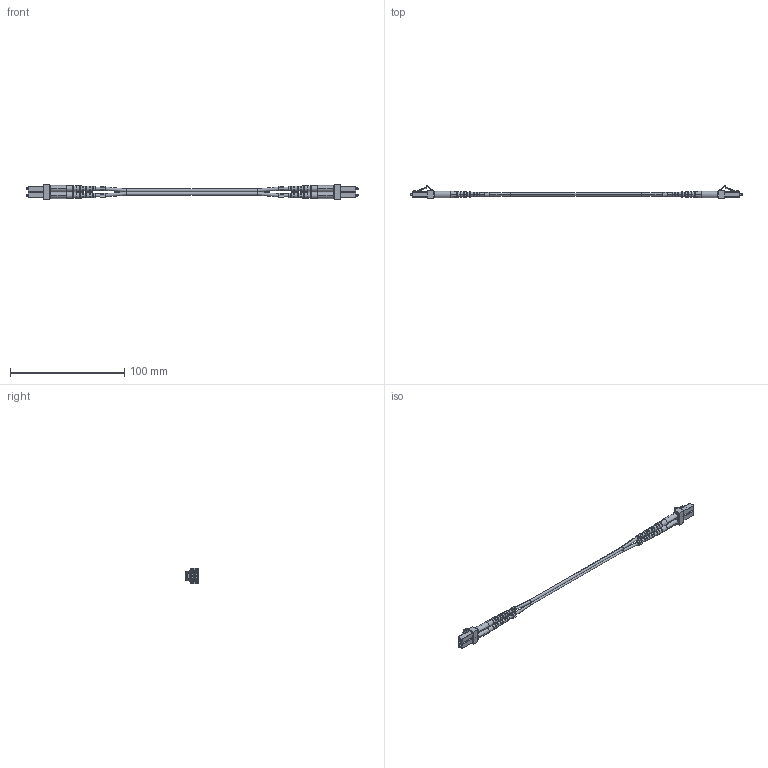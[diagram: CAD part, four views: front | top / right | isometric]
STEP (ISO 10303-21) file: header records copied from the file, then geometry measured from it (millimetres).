
FILE_DESCRIPTION (( 'STEP AP214' ), '1' );
FILE_NAME ('FCA-LCLC-DPS1Z_3D.STEP', '2022-02-18T14:16:14', ( '' ), ( '' ), 'SwSTEP 2.0', 'SolidWorks 2021', '' );
FILE_SCHEMA (( 'AUTOMOTIVE_DESIGN' ));
Length unit declared in the file: inch
Products named in the file (10): FBR01007007002; LBL-C3P-A; CONN-LC3-240-3-MA2; LBL-C3P-B; CONN-LC3-240-3; CONN-LC3-240-3-MA3; FCA-LCLC-DPS1Z_3D; N602-INS-ZC-62PFD_clipped LC''s on both ends; CONN-LC3-240-3-MA1; LC-CONN
Assembly tree (13 placements, depth 5):
  FCA-LCLC-DPS1Z_3D
    FBR01007007002
      N602-INS-ZC-62PFD_clipped LC''s on both ends
      CONN-LC3-240-3  x2
        LC-CONN
          CONN-LC3-240-3-MA1
          CONN-LC3-240-3-MA2
        CONN-LC3-240-3-MA3
    LBL-C3P-A  x2
    LBL-C3P-B  x2
Bounding box: 291.08 x 10.6 x 13.34 mm (x, y, z)
Volume: 5968.2 mm3; surface area: 12270.2 mm2
Topology: 15 solids, 15 shells, 837 faces, 2293 edges, 1458 vertices
Faces by surface type: plane 548, cylinder 141, cone 72, bspline 36, torus 24, sphere 16
Entity records: 11730 total; most frequent: CARTESIAN_POINT 3052, ORIENTED_EDGE 1552, DIRECTION 1491, EDGE_CURVE 776, AXIS2_PLACEMENT_3D 524, VERTEX_POINT 494, VECTOR 443, LINE 443
